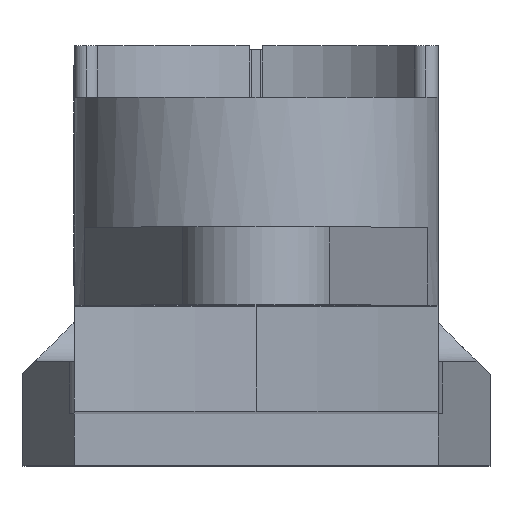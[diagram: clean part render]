
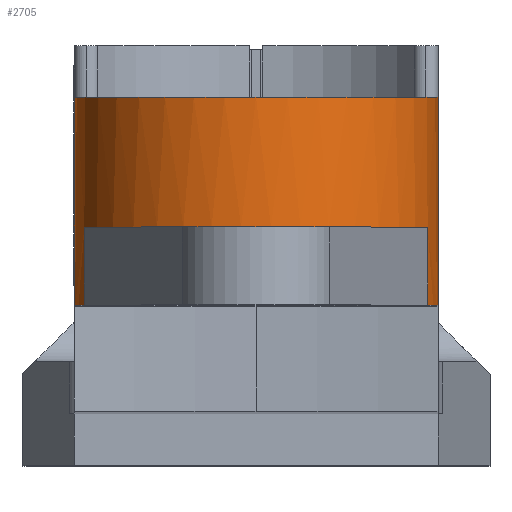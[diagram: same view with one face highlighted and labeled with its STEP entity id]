
A CAD part, top view. The second image highlights one B-rep face of the part: STEP entity #2705.
In plain terms, the highlighted cylindrical face has radius 11.113 mm (diameter 22.225 mm), a partial arc.
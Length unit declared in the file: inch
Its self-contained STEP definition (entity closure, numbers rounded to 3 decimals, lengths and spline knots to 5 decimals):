
#11 = CARTESIAN_POINT ( 'NONE',  ( 0.41248, 0., 7.70833 ) ) ;
#127 = CIRCLE ( 'NONE', #6232, 0.4375 ) ;
#133 = VECTOR ( 'NONE', #1549, 39.37008 ) ;
#224 = VERTEX_POINT ( 'NONE', #3690 ) ;
#267 = CARTESIAN_POINT ( 'NONE',  ( 0., -0.1875, 7.5625 ) ) ;
#278 = CARTESIAN_POINT ( 'NONE',  ( 0.41248, 0., 7.70833 ) ) ;
#365 = DIRECTION ( 'NONE',  ( 0., 1., 0. ) ) ;
#376 = CYLINDRICAL_SURFACE ( 'NONE', #1046, 0.4375 ) ;
#414 = VERTEX_POINT ( 'NONE', #4540 ) ;
#438 = AXIS2_PLACEMENT_3D ( 'NONE', #2879, #5240, #3206 ) ;
#740 = CIRCLE ( 'NONE', #438, 0.4375 ) ;
#785 = CARTESIAN_POINT ( 'NONE',  ( 0.41248, -0.1875, 7.70833 ) ) ;
#837 = AXIS2_PLACEMENT_3D ( 'NONE', #4516, #3348, #937 ) ;
#937 = DIRECTION ( 'NONE',  ( 0., 0., 1. ) ) ;
#1022 = EDGE_CURVE ( 'NONE', #224, #3743, #740, .T. ) ;
#1046 = AXIS2_PLACEMENT_3D ( 'NONE', #2271, #6137, #3677 ) ;
#1053 = VERTEX_POINT ( 'NONE', #785 ) ;
#1139 = VECTOR ( 'NONE', #5331, 39.37008 ) ;
#1508 = EDGE_CURVE ( 'NONE', #5282, #414, #5354, .T. ) ;
#1549 = DIRECTION ( 'NONE',  ( 0., -1., 0. ) ) ;
#1875 = CARTESIAN_POINT ( 'NONE',  ( -0.41248, 0., 7.70833 ) ) ;
#1893 = VERTEX_POINT ( 'NONE', #5553 ) ;
#1908 = DIRECTION ( 'NONE',  ( 0., -1., 0. ) ) ;
#2008 = ORIENTED_EDGE ( 'NONE', *, *, #2676, .T. ) ;
#2095 = EDGE_CURVE ( 'NONE', #2955, #1893, #6337, .T. ) ;
#2271 = CARTESIAN_POINT ( 'NONE',  ( 0., -0.4375, 7.5625 ) ) ;
#2359 = EDGE_CURVE ( 'NONE', #1053, #414, #127, .T. ) ;
#2370 = VECTOR ( 'NONE', #1908, 39.37008 ) ;
#2647 = LINE ( 'NONE', #1875, #133 ) ;
#2676 = EDGE_CURVE ( 'NONE', #5282, #1893, #6611, .T. ) ;
#2705 = ADVANCED_FACE ( 'NONE', ( #2912 ), #376, .T. ) ;
#2801 = ORIENTED_EDGE ( 'NONE', *, *, #5664, .T. ) ;
#2879 = CARTESIAN_POINT ( 'NONE',  ( 0., 0., 7.5625 ) ) ;
#2912 = FACE_OUTER_BOUND ( 'NONE', #4160, .T. ) ;
#2955 = VERTEX_POINT ( 'NONE', #5180 ) ;
#3206 = DIRECTION ( 'NONE',  ( 0., 0., -1. ) ) ;
#3348 = DIRECTION ( 'NONE',  ( 0., -1., 0. ) ) ;
#3448 = DIRECTION ( 'NONE',  ( 0., 0., -1. ) ) ;
#3479 = CIRCLE ( 'NONE', #4758, 0.4375 ) ;
#3677 = DIRECTION ( 'NONE',  ( 1., 0., 0. ) ) ;
#3690 = CARTESIAN_POINT ( 'NONE',  ( -0.41248, 0., 7.70833 ) ) ;
#3743 = VERTEX_POINT ( 'NONE', #278 ) ;
#3854 = VERTEX_POINT ( 'NONE', #6041 ) ;
#3926 = CARTESIAN_POINT ( 'NONE',  ( 0.4375, 0.3125, 7.5625 ) ) ;
#4080 = CARTESIAN_POINT ( 'NONE',  ( -0.4375, -0.4375, 7.5625 ) ) ;
#4160 = EDGE_LOOP ( 'NONE', ( #5556, #2008, #6091, #5880, #5336, #5230, #2801, #4731 ) ) ;
#4257 = LINE ( 'NONE', #11, #1139 ) ;
#4446 = DIRECTION ( 'NONE',  ( 0., 0., -1. ) ) ;
#4516 = CARTESIAN_POINT ( 'NONE',  ( 0., 0.3125, 7.5625 ) ) ;
#4540 = CARTESIAN_POINT ( 'NONE',  ( 0.4375, -0.1875, 7.5625 ) ) ;
#4731 = ORIENTED_EDGE ( 'NONE', *, *, #2359, .T. ) ;
#4758 = AXIS2_PLACEMENT_3D ( 'NONE', #5636, #6581, #4446 ) ;
#5180 = CARTESIAN_POINT ( 'NONE',  ( -0.4375, -0.1875, 7.5625 ) ) ;
#5230 = ORIENTED_EDGE ( 'NONE', *, *, #1022, .T. ) ;
#5240 = DIRECTION ( 'NONE',  ( 0., 1., 0. ) ) ;
#5247 = EDGE_CURVE ( 'NONE', #224, #3854, #2647, .T. ) ;
#5249 = CARTESIAN_POINT ( 'NONE',  ( 0.4375, -0.4375, 7.5625 ) ) ;
#5282 = VERTEX_POINT ( 'NONE', #3926 ) ;
#5329 = VECTOR ( 'NONE', #365, 39.37008 ) ;
#5331 = DIRECTION ( 'NONE',  ( 0., -1., 0. ) ) ;
#5336 = ORIENTED_EDGE ( 'NONE', *, *, #5247, .F. ) ;
#5354 = LINE ( 'NONE', #5249, #2370 ) ;
#5553 = CARTESIAN_POINT ( 'NONE',  ( -0.4375, 0.3125, 7.5625 ) ) ;
#5556 = ORIENTED_EDGE ( 'NONE', *, *, #1508, .F. ) ;
#5636 = CARTESIAN_POINT ( 'NONE',  ( 0., -0.1875, 7.5625 ) ) ;
#5664 = EDGE_CURVE ( 'NONE', #3743, #1053, #4257, .T. ) ;
#5880 = ORIENTED_EDGE ( 'NONE', *, *, #6183, .T. ) ;
#6041 = CARTESIAN_POINT ( 'NONE',  ( -0.41248, -0.1875, 7.70833 ) ) ;
#6091 = ORIENTED_EDGE ( 'NONE', *, *, #2095, .F. ) ;
#6137 = DIRECTION ( 'NONE',  ( 0., -1., 0. ) ) ;
#6183 = EDGE_CURVE ( 'NONE', #2955, #3854, #3479, .T. ) ;
#6232 = AXIS2_PLACEMENT_3D ( 'NONE', #267, #6649, #3448 ) ;
#6337 = LINE ( 'NONE', #4080, #5329 ) ;
#6581 = DIRECTION ( 'NONE',  ( 0., 1., 0. ) ) ;
#6611 = CIRCLE ( 'NONE', #837, 0.4375 ) ;
#6649 = DIRECTION ( 'NONE',  ( 0., 1., 0. ) ) ;
